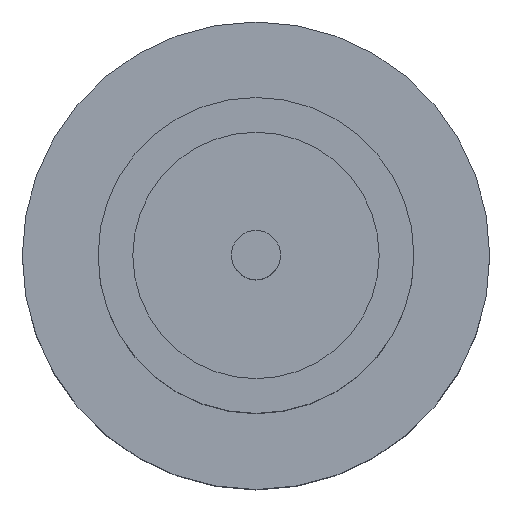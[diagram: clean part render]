
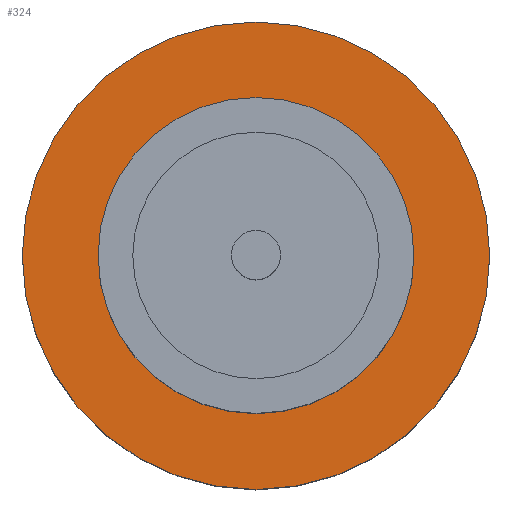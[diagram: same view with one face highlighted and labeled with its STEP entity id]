
A CAD part, top view. The second image highlights one B-rep face of the part: STEP entity #324.
In plain terms, the highlighted planar face has unit normal (0, 0, 1).
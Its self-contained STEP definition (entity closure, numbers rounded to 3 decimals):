
#25 = DIRECTION ( 'NONE',  ( 0., 0., 1. ) ) ;
#85 = AXIS2_PLACEMENT_3D ( 'NONE', #507, #450, #111 ) ;
#107 = VERTEX_POINT ( 'NONE', #455 ) ;
#108 = ORIENTED_EDGE ( 'NONE', *, *, #756, .F. ) ;
#111 = DIRECTION ( 'NONE',  ( 1., 0., 0. ) ) ;
#119 = CARTESIAN_POINT ( 'NONE',  ( 0., 0., 1.55 ) ) ;
#131 = CARTESIAN_POINT ( 'NONE',  ( 0., 0., 1.55 ) ) ;
#140 = CARTESIAN_POINT ( 'NONE',  ( 0., 0., 1.55 ) ) ;
#144 = DIRECTION ( 'NONE',  ( 1., 0., 0. ) ) ;
#180 = DIRECTION ( 'NONE',  ( 1., 0., 0. ) ) ;
#198 = CARTESIAN_POINT ( 'NONE',  ( 0., 0., 1.55 ) ) ;
#206 = AXIS2_PLACEMENT_3D ( 'NONE', #140, #306, #144 ) ;
#210 = VERTEX_POINT ( 'NONE', #716 ) ;
#303 = AXIS2_PLACEMENT_3D ( 'NONE', #198, #25, #481 ) ;
#306 = DIRECTION ( 'NONE',  ( 0., 0., 1. ) ) ;
#312 = ORIENTED_EDGE ( 'NONE', *, *, #664, .T. ) ;
#324 = ADVANCED_FACE ( 'NONE', ( #743, #586 ), #417, .T. ) ;
#360 = VERTEX_POINT ( 'NONE', #362 ) ;
#361 = AXIS2_PLACEMENT_3D ( 'NONE', #119, #576, #180 ) ;
#362 = CARTESIAN_POINT ( 'NONE',  ( 1.25, 0., 1.55 ) ) ;
#393 = ORIENTED_EDGE ( 'NONE', *, *, #598, .T. ) ;
#416 = CIRCLE ( 'NONE', #361, 1.25 ) ;
#417 = PLANE ( 'NONE',  #303 ) ;
#446 = EDGE_LOOP ( 'NONE', ( #312, #393 ) ) ;
#450 = DIRECTION ( 'NONE',  ( 0., 0., 1. ) ) ;
#455 = CARTESIAN_POINT ( 'NONE',  ( -1.25, 0., 1.55 ) ) ;
#467 = AXIS2_PLACEMENT_3D ( 'NONE', #131, #539, #472 ) ;
#472 = DIRECTION ( 'NONE',  ( 1., 0., 0. ) ) ;
#481 = DIRECTION ( 'NONE',  ( 1., 0., 0. ) ) ;
#497 = ORIENTED_EDGE ( 'NONE', *, *, #499, .F. ) ;
#499 = EDGE_CURVE ( 'NONE', #360, #107, #416, .T. ) ;
#507 = CARTESIAN_POINT ( 'NONE',  ( 0., 0., 1.55 ) ) ;
#539 = DIRECTION ( 'NONE',  ( 0., 0., 1. ) ) ;
#545 = VERTEX_POINT ( 'NONE', #574 ) ;
#574 = CARTESIAN_POINT ( 'NONE',  ( -1.85, 0., 1.55 ) ) ;
#576 = DIRECTION ( 'NONE',  ( 0., 0., 1. ) ) ;
#586 = FACE_OUTER_BOUND ( 'NONE', #446, .T. ) ;
#598 = EDGE_CURVE ( 'NONE', #210, #545, #735, .T. ) ;
#608 = CIRCLE ( 'NONE', #206, 1.85 ) ;
#664 = EDGE_CURVE ( 'NONE', #545, #210, #608, .T. ) ;
#687 = CIRCLE ( 'NONE', #467, 1.25 ) ;
#694 = EDGE_LOOP ( 'NONE', ( #497, #108 ) ) ;
#716 = CARTESIAN_POINT ( 'NONE',  ( 1.85, 0., 1.55 ) ) ;
#735 = CIRCLE ( 'NONE', #85, 1.85 ) ;
#743 = FACE_BOUND ( 'NONE', #694, .T. ) ;
#756 = EDGE_CURVE ( 'NONE', #107, #360, #687, .T. ) ;
